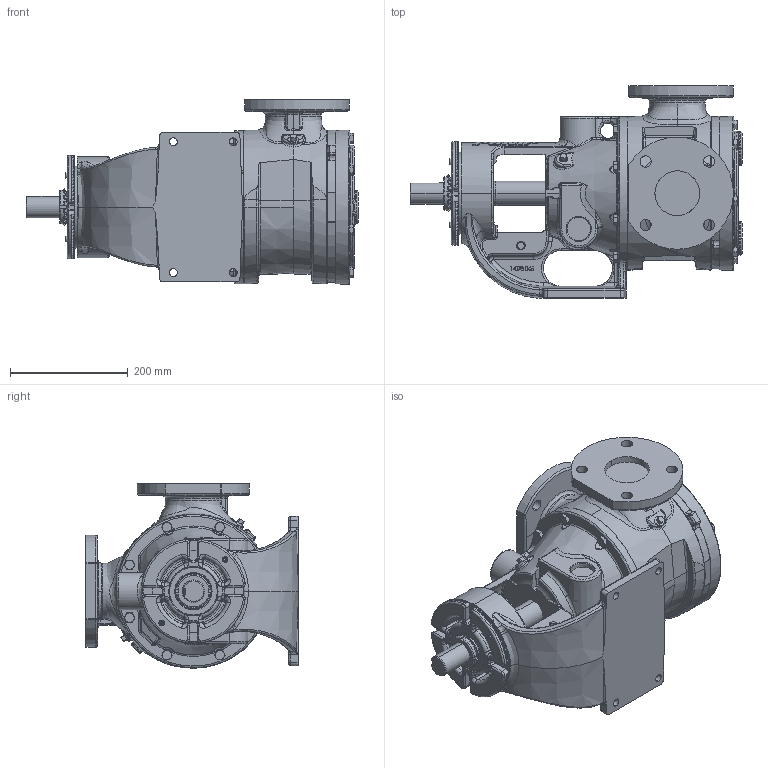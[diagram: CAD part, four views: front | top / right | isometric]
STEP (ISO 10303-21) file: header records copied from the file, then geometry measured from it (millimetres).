
FILE_DESCRIPTION (( 'STEP AP214' ), '1' );
FILE_NAME ('LL22AE.STEP', '2016-10-19T20:21:29', ( '' ), ( '' ), 'SwSTEP 2.0', 'SolidWorks 2015', '' );
FILE_SCHEMA (( 'AUTOMOTIVE_DESIGN' ));
Length unit declared in the file: inch
Products named in the file (2): LL22AE
Bounding box: 564.01 x 360.43 x 313.62 mm (x, y, z)
Volume: 18502326.5 mm3; surface area: 843516.7 mm2
Topology: 1 solids, 1 shells, 2356 faces, 6116 edges, 3787 vertices
Faces by surface type: cylinder 641, plane 637, bspline 552, cone 347, torus 127, sphere 52
Entity records: 169060 total; most frequent: CARTESIAN_POINT 98608, ORIENTED_EDGE 12156, DIRECTION 9848, EDGE_CURVE 6078, AXIS2_PLACEMENT_3D 4169, VERTEX_POINT 3785, EDGE_LOOP 2453, CIRCLE 2363
